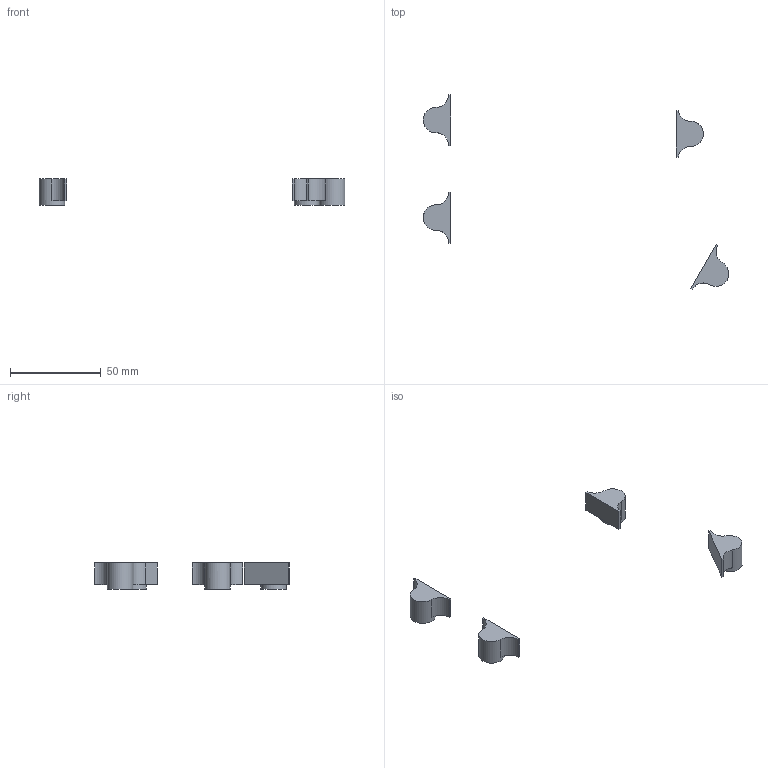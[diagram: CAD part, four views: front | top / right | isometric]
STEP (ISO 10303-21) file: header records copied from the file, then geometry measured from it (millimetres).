
FILE_DESCRIPTION(('HOOPS Exchange Step'),'2;1');
FILE_NAME('temp_export','2022-09-21T16:03:57-04:00',('mobile'),('Shapr3D Limited'),'HOOPS Exchange 2022.1','Shapr3D','Authorized');
FILE_SCHEMA( ('AP203_CONFIGURATION_CONTROLLED_3D_DESIGN_OF_MECHANICAL_PARTS_AND_ASSEMBLIES_MIM_LF') );
Length unit declared in the file: millimetre
Products named in the file (1): 0°
Bounding box: 168.14 x 107.18 x 14.5 mm (x, y, z)
Volume: 12199.5 mm3; surface area: 5709.7 mm2
Topology: 4 solids, 4 shells, 36 faces, 87 edges, 59 vertices
Faces by surface type: plane 24, cylinder 12
Full cylindrical faces by diameter (mm): 13.8 x1, 14 x3
Entity records: 1091 total; most frequent: DIRECTION 196, CARTESIAN_POINT 183, ORIENTED_EDGE 174, EDGE_CURVE 87, AXIS2_PLACEMENT_3D 72, VERTEX_POINT 59, VECTOR 52, LINE 52
